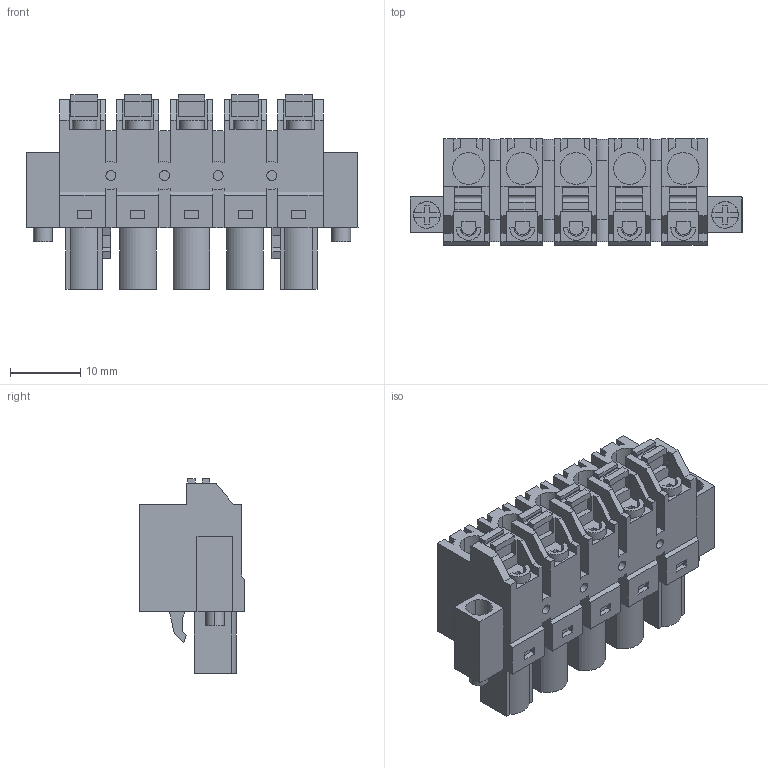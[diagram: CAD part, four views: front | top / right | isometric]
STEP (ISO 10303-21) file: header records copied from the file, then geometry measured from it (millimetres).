
FILE_DESCRIPTION(('CATIA V5 STEP Exchange','CAx-IF Rec.Pracs.--- Model Styling and Organization---1.2---2011-12-15'),'2;1');
FILE_NAME ('D1447624_0_1043900000_1043900000.stp','2017-04-08T10:35:28+00:00',('none'),('Weidmueller'),'CATIA Version 5-6 Release 2014','CATIA V5 STEP AP214','none');
FILE_SCHEMA(('AUTOMOTIVE_DESIGN { 1 0 10303 214 1 1 1 1 }'));
Length unit declared in the file: millimetre
Products named in the file (1): 1043900000
Bounding box: 47.16 x 15.05 x 27.67 mm (x, y, z)
Volume: 9254.5 mm3; surface area: 6670.6 mm2
Topology: 8 solids, 8 shells, 555 faces, 1550 edges, 1060 vertices
Faces by surface type: plane 438, cylinder 113, extrusion 4
Entity records: 17378 total; most frequent: CARTESIAN_POINT 3656, ORIENTED_EDGE 3100, DIRECTION 2310, EDGE_CURVE 1550, VECTOR 1248, LINE 1244, VERTEX_POINT 1060, AXIS2_PLACEMENT_3D 659
